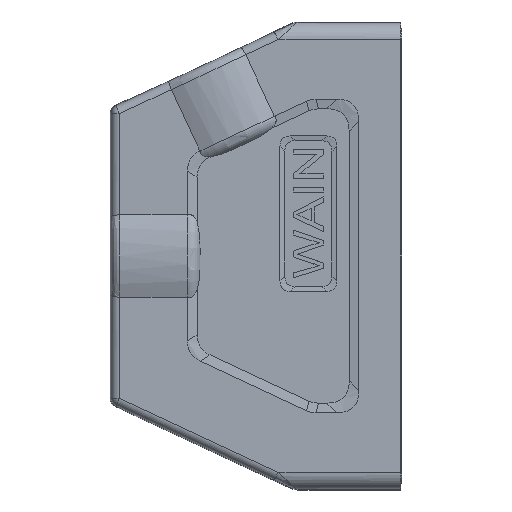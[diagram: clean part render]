
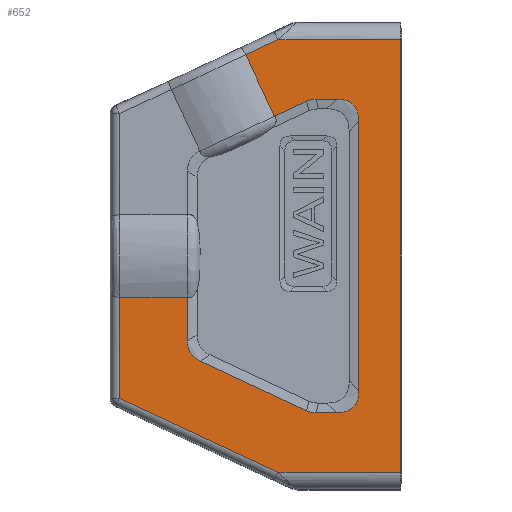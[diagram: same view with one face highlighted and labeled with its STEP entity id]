
A CAD part, left-side view. The second image highlights one B-rep face of the part: STEP entity #652.
In plain terms, the highlighted planar face has unit normal (-1, 0, 0).
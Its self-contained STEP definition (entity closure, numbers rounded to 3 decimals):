
#349=ELLIPSE('',#4711,88.416,15.);
#350=ELLIPSE('',#4712,121.238,15.);
#351=ELLIPSE('',#4713,121.238,15.);
#352=ELLIPSE('',#4714,88.416,15.);
#353=ELLIPSE('',#4715,101.975,15.);
#436=B_SPLINE_CURVE_WITH_KNOTS('',3,(#6318,#6319,#6320,#6321),.UNSPECIFIED.,
 .F.,.F.,(4,4),(0.,1.),.UNSPECIFIED.);
#437=B_SPLINE_CURVE_WITH_KNOTS('',3,(#6349,#6350,#6351,#6352),.UNSPECIFIED.,
 .F.,.F.,(4,4),(0.,1.),.UNSPECIFIED.);
#652=ADVANCED_FACE('',(#1061),#921,.T.);
#921=PLANE('',#4716);
#1061=FACE_OUTER_BOUND('',#1313,.T.);
#1313=EDGE_LOOP('',(#1633,#1634,#1635,#1636,#1637,#1638,#1639,#1640,#1641,
#1642,#1643,#1644,#1645,#1646,#1647,#1648,#1649,#1650,#1651,#1652,#1653));
#1633=ORIENTED_EDGE('',*,*,#3417,.T.);
#1634=ORIENTED_EDGE('',*,*,#3418,.T.);
#1635=ORIENTED_EDGE('',*,*,#3419,.T.);
#1636=ORIENTED_EDGE('',*,*,#3420,.T.);
#1637=ORIENTED_EDGE('',*,*,#3421,.T.);
#1638=ORIENTED_EDGE('',*,*,#3422,.T.);
#1639=ORIENTED_EDGE('',*,*,#3423,.T.);
#1640=ORIENTED_EDGE('',*,*,#3424,.T.);
#1641=ORIENTED_EDGE('',*,*,#3425,.T.);
#1642=ORIENTED_EDGE('',*,*,#3426,.T.);
#1643=ORIENTED_EDGE('',*,*,#3427,.T.);
#1644=ORIENTED_EDGE('',*,*,#3428,.T.);
#1645=ORIENTED_EDGE('',*,*,#3429,.T.);
#1646=ORIENTED_EDGE('',*,*,#3430,.T.);
#1647=ORIENTED_EDGE('',*,*,#3431,.T.);
#1648=ORIENTED_EDGE('',*,*,#3432,.T.);
#1649=ORIENTED_EDGE('',*,*,#3433,.T.);
#1650=ORIENTED_EDGE('',*,*,#3434,.T.);
#1651=ORIENTED_EDGE('',*,*,#3435,.T.);
#1652=ORIENTED_EDGE('',*,*,#3436,.T.);
#1653=ORIENTED_EDGE('',*,*,#3437,.T.);
#2985=VERTEX_POINT('',#6310);
#2986=VERTEX_POINT('',#6311);
#2987=VERTEX_POINT('',#6313);
#2988=VERTEX_POINT('',#6315);
#2989=VERTEX_POINT('',#6317);
#2990=VERTEX_POINT('',#6322);
#2991=VERTEX_POINT('',#6324);
#2992=VERTEX_POINT('',#6326);
#2993=VERTEX_POINT('',#6328);
#2994=VERTEX_POINT('',#6330);
#2995=VERTEX_POINT('',#6332);
#2996=VERTEX_POINT('',#6334);
#2997=VERTEX_POINT('',#6336);
#2998=VERTEX_POINT('',#6338);
#2999=VERTEX_POINT('',#6340);
#3000=VERTEX_POINT('',#6342);
#3001=VERTEX_POINT('',#6344);
#3002=VERTEX_POINT('',#6346);
#3003=VERTEX_POINT('',#6348);
#3004=VERTEX_POINT('',#6353);
#3005=VERTEX_POINT('',#6355);
#3417=EDGE_CURVE('',#2985,#2986,#4086,.T.);
#3418=EDGE_CURVE('',#2986,#2987,#4087,.T.);
#3419=EDGE_CURVE('',#2987,#2988,#4088,.T.);
#3420=EDGE_CURVE('',#2988,#2989,#4089,.T.);
#3421=EDGE_CURVE('',#2989,#2990,#436,.T.);
#3422=EDGE_CURVE('',#2990,#2991,#4090,.T.);
#3423=EDGE_CURVE('',#2991,#2992,#4091,.T.);
#3424=EDGE_CURVE('',#2992,#2993,#349,.T.);
#3425=EDGE_CURVE('',#2993,#2994,#4092,.T.);
#3426=EDGE_CURVE('',#2994,#2995,#350,.T.);
#3427=EDGE_CURVE('',#2995,#2996,#4093,.T.);
#3428=EDGE_CURVE('',#2996,#2997,#351,.T.);
#3429=EDGE_CURVE('',#2997,#2998,#4094,.T.);
#3430=EDGE_CURVE('',#2998,#2999,#352,.T.);
#3431=EDGE_CURVE('',#2999,#3000,#4095,.T.);
#3432=EDGE_CURVE('',#3000,#3001,#353,.T.);
#3433=EDGE_CURVE('',#3001,#3002,#4096,.T.);
#3434=EDGE_CURVE('',#3002,#3003,#4097,.T.);
#3435=EDGE_CURVE('',#3003,#3004,#437,.T.);
#3436=EDGE_CURVE('',#3004,#3005,#4098,.T.);
#3437=EDGE_CURVE('',#3005,#2985,#4099,.T.);
#4086=LINE('',#6309,#4397);
#4087=LINE('',#6312,#4398);
#4088=LINE('',#6314,#4399);
#4089=LINE('',#6316,#4400);
#4090=LINE('',#6323,#4401);
#4091=LINE('',#6325,#4402);
#4092=LINE('',#6329,#4403);
#4093=LINE('',#6333,#4404);
#4094=LINE('',#6337,#4405);
#4095=LINE('',#6341,#4406);
#4096=LINE('',#6345,#4407);
#4097=LINE('',#6347,#4408);
#4098=LINE('',#6354,#4409);
#4099=LINE('',#6356,#4410);
#4397=VECTOR('',#5146,1.);
#4398=VECTOR('',#5147,1.);
#4399=VECTOR('',#5148,1.);
#4400=VECTOR('',#5149,1.);
#4401=VECTOR('',#5150,1.);
#4402=VECTOR('',#5151,1.);
#4403=VECTOR('',#5154,1.);
#4404=VECTOR('',#5157,1.);
#4405=VECTOR('',#5160,1.);
#4406=VECTOR('',#5163,1.);
#4407=VECTOR('',#5166,1.);
#4408=VECTOR('',#5167,1.);
#4409=VECTOR('',#5168,1.);
#4410=VECTOR('',#5169,1.);
#4711=AXIS2_PLACEMENT_3D('',#6327,#5152,#5153);
#4712=AXIS2_PLACEMENT_3D('',#6331,#5155,#5156);
#4713=AXIS2_PLACEMENT_3D('',#6335,#5158,#5159);
#4714=AXIS2_PLACEMENT_3D('',#6339,#5161,#5162);
#4715=AXIS2_PLACEMENT_3D('',#6343,#5164,#5165);
#4716=AXIS2_PLACEMENT_3D('',#6357,#5170,#5171);
#5146=DIRECTION('',(0.,-1.,0.));
#5147=DIRECTION('',(0.,0.,1.));
#5148=DIRECTION('',(0.,1.,0.));
#5149=DIRECTION('',(0.,0.906,-0.423));
#5150=DIRECTION('',(0.,-0.423,-0.906));
#5151=DIRECTION('',(0.,-0.906,0.423));
#5152=DIRECTION('',(1.,0.,0.));
#5153=DIRECTION('',(0.,-0.216,-0.976));
#5154=DIRECTION('',(0.,-1.,0.));
#5155=DIRECTION('',(1.,0.,0.));
#5156=DIRECTION('',(0.,0.707,-0.707));
#5157=DIRECTION('',(0.,0.,-1.));
#5158=DIRECTION('',(1.,0.,0.));
#5159=DIRECTION('',(0.,0.707,0.707));
#5160=DIRECTION('',(0.,1.,0.));
#5161=DIRECTION('',(1.,0.,0.));
#5162=DIRECTION('',(0.,-0.216,0.976));
#5163=DIRECTION('',(0.,0.906,0.423));
#5164=DIRECTION('',(1.,0.,0.));
#5165=DIRECTION('',(0.,-0.843,0.537));
#5166=DIRECTION('',(0.,0.,1.));
#5167=DIRECTION('',(0.,1.,0.));
#5168=DIRECTION('',(0.,0.,-1.));
#5169=DIRECTION('',(0.,-0.906,-0.423));
#5170=DIRECTION('',(-1.,0.,0.));
#5171=DIRECTION('',(0.,0.,1.));
#6309=CARTESIAN_POINT('',(-11.,84.2,-25.221));
#6310=CARTESIAN_POINT('',(-11.,64.64,-25.221));
#6311=CARTESIAN_POINT('',(-11.,50.3,-25.221));
#6312=CARTESIAN_POINT('',(-11.,50.3,22.5));
#6313=CARTESIAN_POINT('',(-11.,50.3,25.221));
#6314=CARTESIAN_POINT('',(-11.,84.2,25.221));
#6315=CARTESIAN_POINT('',(-11.,64.64,25.221));
#6316=CARTESIAN_POINT('',(-11.,68.394,23.471));
#6317=CARTESIAN_POINT('',(-11.,68.394,23.471));
#6318=CARTESIAN_POINT('',(-11.,68.394,23.471));
#6319=CARTESIAN_POINT('',(-11.,68.394,23.471));
#6320=CARTESIAN_POINT('',(-11.,68.394,23.47));
#6321=CARTESIAN_POINT('',(-11.,68.394,23.47));
#6322=CARTESIAN_POINT('',(-11.,68.394,23.47));
#6323=CARTESIAN_POINT('',(-11.,68.854,24.456));
#6324=CARTESIAN_POINT('',(-11.,65.05,16.299));
#6325=CARTESIAN_POINT('',(-11.,75.2,11.566));
#6326=CARTESIAN_POINT('',(-11.,61.283,18.056));
#6327=CARTESIAN_POINT('',(-11.,41.609,-68.082));
#6328=CARTESIAN_POINT('',(-11.,60.182,18.3));
#6329=CARTESIAN_POINT('',(-11.,60.76,18.3));
#6330=CARTESIAN_POINT('',(-11.,57.805,18.3));
#6331=CARTESIAN_POINT('',(-11.,141.582,-68.082));
#6332=CARTESIAN_POINT('',(-11.,55.2,15.695));
#6333=CARTESIAN_POINT('',(-11.,55.2,18.3));
#6334=CARTESIAN_POINT('',(-11.,55.2,-15.695));
#6335=CARTESIAN_POINT('',(-11.,141.582,68.082));
#6336=CARTESIAN_POINT('',(-11.,57.805,-18.3));
#6337=CARTESIAN_POINT('',(-11.,55.2,-18.3));
#6338=CARTESIAN_POINT('',(-11.,60.182,-18.3));
#6339=CARTESIAN_POINT('',(-11.,41.609,68.082));
#6340=CARTESIAN_POINT('',(-11.,61.283,-18.056));
#6341=CARTESIAN_POINT('',(-11.,60.76,-18.3));
#6342=CARTESIAN_POINT('',(-11.,73.696,-12.268));
#6343=CARTESIAN_POINT('',(-11.,-11.182,43.465));
#6344=CARTESIAN_POINT('',(-11.,75.2,-9.907));
#6345=CARTESIAN_POINT('',(-11.,75.2,-11.566));
#6346=CARTESIAN_POINT('',(-11.,75.2,-4.796));
#6347=CARTESIAN_POINT('',(-11.,84.2,-4.796));
#6348=CARTESIAN_POINT('',(-11.,83.112,-4.796));
#6349=CARTESIAN_POINT('',(-11.,83.112,-4.796));
#6350=CARTESIAN_POINT('',(-11.,83.112,-4.796));
#6351=CARTESIAN_POINT('',(-11.,83.112,-4.796));
#6352=CARTESIAN_POINT('',(-11.,83.113,-4.796));
#6353=CARTESIAN_POINT('',(-11.,83.113,-4.796));
#6354=CARTESIAN_POINT('',(-11.,83.113,-17.239));
#6355=CARTESIAN_POINT('',(-11.,83.113,-16.607));
#6356=CARTESIAN_POINT('',(-11.,62.315,-26.306));
#6357=CARTESIAN_POINT('',(-11.,84.2,22.5));
